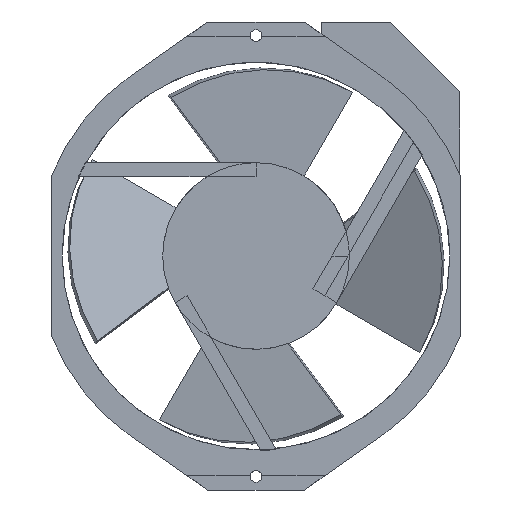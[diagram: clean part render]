
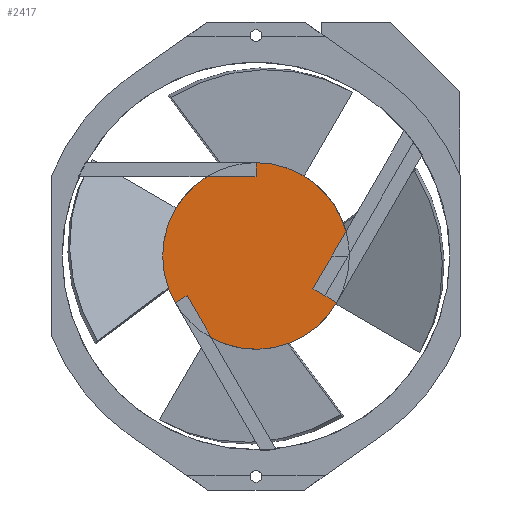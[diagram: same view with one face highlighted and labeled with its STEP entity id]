
A CAD part, front view. The second image highlights one B-rep face of the part: STEP entity #2417.
In plain terms, the highlighted planar face has unit normal (0, -1, 0).
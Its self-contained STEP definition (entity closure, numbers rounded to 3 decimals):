
#1782=CARTESIAN_POINT('POS175',(34.29,0.,0.));
#1783=DIRECTION('DIR248',(1.,0.,0.));
#1784=VECTOR('VEC102',#1783,1.);
#1785=LINE('STRAIGHT102',#1782,#1784);
#1788=CARTESIAN_POINT('POS176',(0.,0.,0.
   ));
#1789=DIRECTION('DIR249',(0.,1.,0.));
#1790=DIRECTION('DIR250',(1.,0.,0.));
#1791=AXIS2_PLACEMENT_3D('AXIS74',#1788,#1789,#1790);
#1792=CIRCLE('ELLIPSE43',#1791,34.29);
#1797=CARTESIAN_POINT('POS177',(17.145,0.,0.));
#1798=DIRECTION('DIR251',(0.,-1.,0.));
#1799=DIRECTION('DIR252',(1.,0.,0.));
#1800=AXIS2_PLACEMENT_3D('AXIS75',#1797,#1798,#1799);
#1801=PLANE('PLANE25',#1800);
#1963=CARTESIAN_POINT('POINT149',(33.082,
   0.,9.02));
#1964=VERTEX_POINT('VERTEX149',#1963);
#1975=CARTESIAN_POINT('POINT150',(-17.961,
   0.,29.21));
#1976=VERTEX_POINT('VERTEX150',#1975);
#1979=CARTESIAN_POINT('POINT151',(0.,
   0.,34.29));
#1980=VERTEX_POINT('VERTEX151',#1979);
#1989=CARTESIAN_POINT('POINT152',(-16.316,
   0.,-30.159));
#1990=VERTEX_POINT('VERTEX152',#1989);
#1993=CARTESIAN_POINT('POINT153',(-29.696,
   0.,-17.145));
#1994=VERTEX_POINT('VERTEX153',#1993);
#2048=CARTESIAN_POINT('POINT156',(29.696,
   0.,-17.145));
#2049=VERTEX_POINT('VERTEX156',#2048);
#2050=CARTESIAN_POINT('POINT157',(25.297,
   0.,-14.605));
#2051=VERTEX_POINT('VERTEX157',#2050);
#2052=CARTESIAN_POINT('POS195',(20.178,0.,
   -11.65));
#2053=DIRECTION('DIR280',(-0.866,0.,
   0.5));
#2054=VECTOR('VEC110',#2053,1.);
#2055=LINE('STRAIGHT110',#2052,#2054);
#2056=EDGE_CURVE('EDGE230',#2049,#2051,#2055,.T.);
#2066=CARTESIAN_POINT('POINT158',(-25.297,
   0.,-14.605));
#2067=VERTEX_POINT('VERTEX158',#2066);
#2068=CARTESIAN_POINT('POS196',(-7.319,
   0.,-4.225));
#2069=DIRECTION('DIR281',(0.866,0.,
   0.5));
#2070=VECTOR('VEC111',#2069,1.);
#2071=LINE('STRAIGHT111',#2068,#2070);
#2072=EDGE_CURVE('EDGE233',#1994,#2067,#2071,.T.);
#2075=CARTESIAN_POINT('POS197',(-5.373,0.,
   -49.113));
#2076=DIRECTION('DIR282',(0.5,0.,
   -0.866));
#2077=VECTOR('VEC112',#2076,1.);
#2078=LINE('STRAIGHT112',#2075,#2077);
#2079=EDGE_CURVE('EDGE234',#2067,#1990,#2078,.T.);
#2084=CARTESIAN_POINT('POINT159',(0.,
   0.,29.21));
#2085=VERTEX_POINT('VERTEX159',#2084);
#2086=CARTESIAN_POINT('POS198',(0.,0.,
   15.875));
#2087=DIRECTION('DIR283',(0.,0.,-1.));
#2088=VECTOR('VEC113',#2087,1.);
#2089=LINE('STRAIGHT113',#2086,#2088);
#2090=EDGE_CURVE('EDGE235',#1980,#2085,#2089,.T.);
#2093=CARTESIAN_POINT('POS199',(-26.988,0.,29.21));
#2094=DIRECTION('DIR284',(-1.,0.,0.));
#2095=VECTOR('VEC114',#2094,1.);
#2096=LINE('STRAIGHT114',#2093,#2095);
#2097=EDGE_CURVE('EDGE236',#2085,#1976,#2096,.T.);
#2102=CARTESIAN_POINT('POINT160',(27.874,0.,
   0.));
#2103=VERTEX_POINT('VERTEX160',#2102);
#2104=CARTESIAN_POINT('POS200',(40.829,0.,
   22.438));
#2105=DIRECTION('DIR285',(0.5,0.,
   0.866));
#2106=VECTOR('VEC115',#2105,1.);
#2107=LINE('STRAIGHT115',#2104,#2106);
#2108=EDGE_CURVE('EDGE237',#2103,#1964,#2107,.T.);
#2117=CARTESIAN_POINT('POINT161',(20.906,
   0.,-12.07));
#2118=VERTEX_POINT('VERTEX161',#2117);
#2119=CARTESIAN_POINT('POS201',(19.08,0.,
   -11.016));
#2120=DIRECTION('DIR286',(-0.866,0.,
   0.5));
#2121=VECTOR('VEC116',#2120,1.);
#2122=LINE('STRAIGHT116',#2119,#2121);
#2123=EDGE_CURVE('EDGE239',#2051,#2118,#2122,.T.);
#2127=EDGE_CURVE('EDGE240',#2118,#2103,#2107,.T.);
#2392=ORIENTED_EDGE('COEDGE505',*,*,#2123,.T.);
#2393=ORIENTED_EDGE('COEDGE506',*,*,#2127,.T.);
#2394=CARTESIAN_POINT('POINT173',(0.,0.,0.));
#2395=VERTEX_POINT('VERTEX173',#2394);
#2396=EDGE_CURVE('EDGE263',#2395,#2103,#1785,.T.);
#2397=ORIENTED_EDGE('COEDGE507',*,*,#2396,.F.);
#2398=ORIENTED_EDGE('COEDGE508',*,*,#2396,.T.);
#2399=ORIENTED_EDGE('COEDGE509',*,*,#2108,.T.);
#2400=EDGE_CURVE('EDGE264',#1980,#1964,#1792,.T.);
#2401=ORIENTED_EDGE('COEDGE510',*,*,#2400,.F.);
#2402=ORIENTED_EDGE('COEDGE511',*,*,#2090,.T.);
#2403=ORIENTED_EDGE('COEDGE512',*,*,#2097,.T.);
#2404=CARTESIAN_POINT('POINT174',(-34.29,0.,
   0.));
#2405=VERTEX_POINT('VERTEX174',#2404);
#2406=EDGE_CURVE('EDGE265',#2405,#1976,#1792,.T.);
#2407=ORIENTED_EDGE('COEDGE513',*,*,#2406,.F.);
#2408=EDGE_CURVE('EDGE266',#1994,#2405,#1792,.T.);
#2409=ORIENTED_EDGE('COEDGE514',*,*,#2408,.F.);
#2410=ORIENTED_EDGE('COEDGE515',*,*,#2072,.T.);
#2411=ORIENTED_EDGE('COEDGE516',*,*,#2079,.T.);
#2412=EDGE_CURVE('EDGE267',#2049,#1990,#1792,.T.);
#2413=ORIENTED_EDGE('COEDGE517',*,*,#2412,.F.);
#2414=ORIENTED_EDGE('COEDGE518',*,*,#2056,.T.);
#2415=EDGE_LOOP('NONE',(#2392,#2393,#2397,#2398,#2399,#2401,#2402,#2403,
   #2407,#2409,#2410,#2411,#2413,#2414));
#2416=FACE_BOUND('LOOP1',#2415,.T.);
#2417=ADVANCED_FACE('FACE85',(#2416),#1801,.T.);
